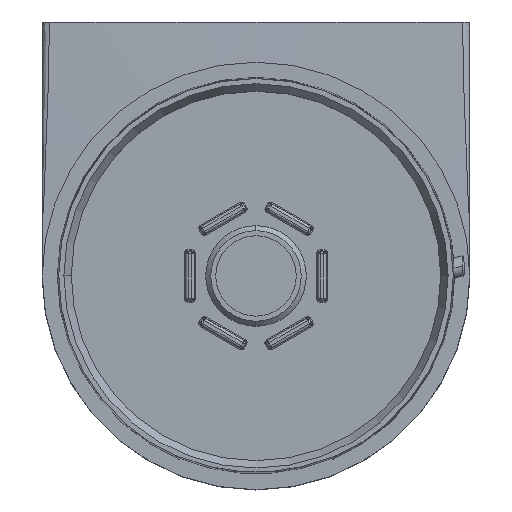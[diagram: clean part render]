
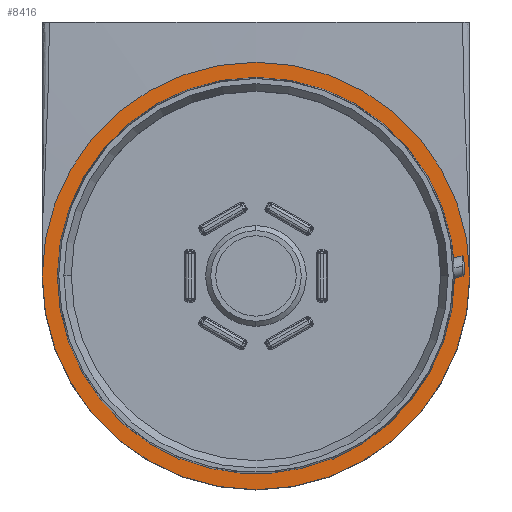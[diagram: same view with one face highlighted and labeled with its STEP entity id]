
A CAD part, top view. The second image highlights one B-rep face of the part: STEP entity #8416.
In plain terms, the highlighted planar face has unit normal (0, 0, 1).
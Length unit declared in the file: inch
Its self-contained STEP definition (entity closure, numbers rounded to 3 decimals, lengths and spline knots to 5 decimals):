
#226 = AXIS2_PLACEMENT_3D ( 'NONE', #10181, #12339, #3407 ) ;
#298 = CARTESIAN_POINT ( 'NONE',  ( -0.59512, -1.43674, 0.09843 ) ) ;
#883 = CARTESIAN_POINT ( 'NONE',  ( 1.67323, 0., 0.09843 ) ) ;
#895 = AXIS2_PLACEMENT_3D ( 'NONE', #2294, #19839, #3909 ) ;
#1130 = CARTESIAN_POINT ( 'NONE',  ( -0.59157, -1.42818, 0.09843 ) ) ;
#1573 = EDGE_LOOP ( 'NONE', ( #21269, #21916, #7682, #17043, #14865, #19698 ) ) ;
#2135 = LINE ( 'NONE', #15885, #7125 ) ;
#2169 = VERTEX_POINT ( 'NONE', #7725 ) ;
#2244 = DIRECTION ( 'NONE',  ( -0.383, 0.924, 0. ) ) ;
#2294 = CARTESIAN_POINT ( 'NONE',  ( 0., 0., 0.09843 ) ) ;
#2585 = CIRCLE ( 'NONE', #13937, 1.67323 ) ;
#3043 = CARTESIAN_POINT ( 'NONE',  ( 0.5921, -1.42947, 0.09843 ) ) ;
#3097 = LINE ( 'NONE', #1130, #9045 ) ;
#3138 = CIRCLE ( 'NONE', #8256, 1.55512 ) ;
#3277 = VERTEX_POINT ( 'NONE', #883 ) ;
#3351 = FACE_OUTER_BOUND ( 'NONE', #6892, .T. ) ;
#3407 = DIRECTION ( 'NONE',  ( -1., 0., 0. ) ) ;
#3580 = DIRECTION ( 'NONE',  ( 0., 0., 1. ) ) ;
#3909 = DIRECTION ( 'NONE',  ( -1., 0., 0. ) ) ;
#4569 = CARTESIAN_POINT ( 'NONE',  ( 0.59512, -1.43674, 0.09843 ) ) ;
#5311 = CIRCLE ( 'NONE', #895, 1.54724 ) ;
#5455 = VERTEX_POINT ( 'NONE', #298 ) ;
#5686 = AXIS2_PLACEMENT_3D ( 'NONE', #11583, #6423, #12954 ) ;
#6345 = EDGE_CURVE ( 'NONE', #13842, #2169, #10450, .T. ) ;
#6423 = DIRECTION ( 'NONE',  ( 0., 0., -1. ) ) ;
#6708 = ORIENTED_EDGE ( 'NONE', *, *, #19295, .F. ) ;
#6892 = EDGE_LOOP ( 'NONE', ( #6708, #18229 ) ) ;
#7125 = VECTOR ( 'NONE', #2244, 39.37008 ) ;
#7608 = DIRECTION ( 'NONE',  ( 0., 0., 1. ) ) ;
#7682 = ORIENTED_EDGE ( 'NONE', *, *, #15420, .T. ) ;
#7725 = CARTESIAN_POINT ( 'NONE',  ( 1.55512, 0., 0.09843 ) ) ;
#8256 = AXIS2_PLACEMENT_3D ( 'NONE', #11917, #8258, #11686 ) ;
#8258 = DIRECTION ( 'NONE',  ( 0., 0., -1. ) ) ;
#8416 = ADVANCED_FACE ( 'NONE', ( #8618, #3351 ), #19276, .T. ) ;
#8618 = FACE_BOUND ( 'NONE', #1573, .T. ) ;
#9045 = VECTOR ( 'NONE', #20411, 39.37008 ) ;
#9110 = DIRECTION ( 'NONE',  ( -1., 0., 0. ) ) ;
#10150 = CIRCLE ( 'NONE', #226, 1.67323 ) ;
#10181 = CARTESIAN_POINT ( 'NONE',  ( 0., 0., 0.09843 ) ) ;
#10450 = CIRCLE ( 'NONE', #15185, 1.55512 ) ;
#11345 = CARTESIAN_POINT ( 'NONE',  ( -1.67323, 0., 0.09843 ) ) ;
#11583 = CARTESIAN_POINT ( 'NONE',  ( 0., 0., 0.09843 ) ) ;
#11686 = DIRECTION ( 'NONE',  ( -1., 0., 0. ) ) ;
#11917 = CARTESIAN_POINT ( 'NONE',  ( 0., 0., 0.09843 ) ) ;
#12339 = DIRECTION ( 'NONE',  ( 0., 0., -1. ) ) ;
#12675 = VERTEX_POINT ( 'NONE', #16759 ) ;
#12954 = DIRECTION ( 'NONE',  ( -1., 0., 0. ) ) ;
#13842 = VERTEX_POINT ( 'NONE', #18626 ) ;
#13937 = AXIS2_PLACEMENT_3D ( 'NONE', #14374, #7608, #9110 ) ;
#14374 = CARTESIAN_POINT ( 'NONE',  ( 0., 0., 0.09843 ) ) ;
#14492 = VERTEX_POINT ( 'NONE', #4569 ) ;
#14865 = ORIENTED_EDGE ( 'NONE', *, *, #16259, .T. ) ;
#14918 = DIRECTION ( 'NONE',  ( -1., 0., 0. ) ) ;
#15142 = DIRECTION ( 'NONE',  ( 0., 0., -1. ) ) ;
#15185 = AXIS2_PLACEMENT_3D ( 'NONE', #16975, #15142, #14918 ) ;
#15252 = VERTEX_POINT ( 'NONE', #11345 ) ;
#15420 = EDGE_CURVE ( 'NONE', #5455, #13842, #3138, .T. ) ;
#15885 = CARTESIAN_POINT ( 'NONE',  ( 0.59157, -1.42818, 0.09843 ) ) ;
#16041 = VERTEX_POINT ( 'NONE', #3043 ) ;
#16111 = EDGE_CURVE ( 'NONE', #16041, #12675, #5311, .T. ) ;
#16259 = EDGE_CURVE ( 'NONE', #2169, #14492, #17044, .T. ) ;
#16759 = CARTESIAN_POINT ( 'NONE',  ( -0.5921, -1.42947, 0.09843 ) ) ;
#16975 = CARTESIAN_POINT ( 'NONE',  ( 0., 0., 0.09843 ) ) ;
#17043 = ORIENTED_EDGE ( 'NONE', *, *, #6345, .T. ) ;
#17044 = CIRCLE ( 'NONE', #5686, 1.55512 ) ;
#17643 = EDGE_CURVE ( 'NONE', #14492, #16041, #2135, .T. ) ;
#18229 = ORIENTED_EDGE ( 'NONE', *, *, #21885, .T. ) ;
#18626 = CARTESIAN_POINT ( 'NONE',  ( -1.55512, 0., 0.09843 ) ) ;
#18953 = EDGE_CURVE ( 'NONE', #5455, #12675, #3097, .T. ) ;
#19045 = CARTESIAN_POINT ( 'NONE',  ( 0., 0., 0.09843 ) ) ;
#19157 = DIRECTION ( 'NONE',  ( 1., 0., 0. ) ) ;
#19276 = PLANE ( 'NONE',  #19449 ) ;
#19295 = EDGE_CURVE ( 'NONE', #15252, #3277, #10150, .T. ) ;
#19449 = AXIS2_PLACEMENT_3D ( 'NONE', #19045, #3580, #19157 ) ;
#19698 = ORIENTED_EDGE ( 'NONE', *, *, #17643, .T. ) ;
#19839 = DIRECTION ( 'NONE',  ( 0., 0., -1. ) ) ;
#20411 = DIRECTION ( 'NONE',  ( 0.383, 0.924, 0. ) ) ;
#21269 = ORIENTED_EDGE ( 'NONE', *, *, #16111, .T. ) ;
#21885 = EDGE_CURVE ( 'NONE', #15252, #3277, #2585, .T. ) ;
#21916 = ORIENTED_EDGE ( 'NONE', *, *, #18953, .F. ) ;
